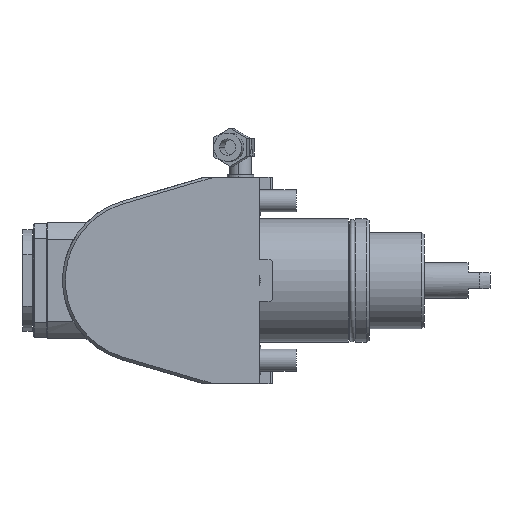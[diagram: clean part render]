
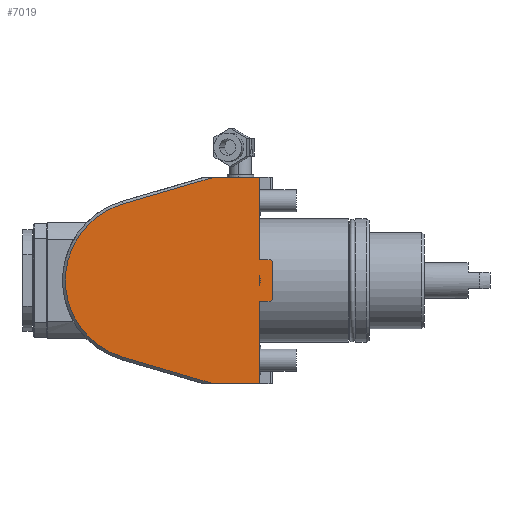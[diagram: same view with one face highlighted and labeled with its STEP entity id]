
A CAD part, front view. The second image highlights one B-rep face of the part: STEP entity #7019.
In plain terms, the highlighted planar face has unit normal (0, -1, 0).
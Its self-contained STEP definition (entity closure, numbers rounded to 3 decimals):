
#73=DIRECTION('',(0.,0.,-1.));
#74=VECTOR('',#73,30.);
#75=CARTESIAN_POINT('',(0.,-37.5,-7.5));
#76=LINE('',#75,#74);
#97=DIRECTION('',(0.,0.,-1.));
#98=VECTOR('',#97,30.);
#99=CARTESIAN_POINT('',(0.,-37.5,37.5));
#100=LINE('',#99,#98);
#271=DIRECTION('',(1.,0.,0.));
#272=VECTOR('',#271,16.754);
#273=CARTESIAN_POINT('',(-16.754,-37.5,37.5));
#274=LINE('',#273,#272);
#275=DIRECTION('',(1.,0.,0.));
#276=VECTOR('',#275,4.);
#277=CARTESIAN_POINT('',(0.,-37.5,7.5));
#278=LINE('',#277,#276);
#279=DIRECTION('',(-0.866,0.,0.5));
#280=VECTOR('',#279,1.155);
#281=CARTESIAN_POINT('',(5.,-37.5,6.923));
#282=LINE('',#281,#280);
#283=DIRECTION('',(0.866,0.,0.5));
#284=VECTOR('',#283,1.155);
#285=CARTESIAN_POINT('',(4.,-37.5,-7.5));
#286=LINE('',#285,#284);
#287=CARTESIAN_POINT('',(-3.5,-37.5,0.));
#288=DIRECTION('',(0.,-1.,0.));
#289=DIRECTION('',(0.875,0.,-0.484));
#290=AXIS2_PLACEMENT_3D('',#287,#288,#289);
#336=DIRECTION('',(1.,0.,0.));
#337=VECTOR('',#336,16.754);
#338=CARTESIAN_POINT('',(-16.754,-37.5,-37.5));
#339=LINE('',#338,#337);
#1351=DIRECTION('',(-0.959,0.,-0.282));
#1352=VECTOR('',#1351,34.317);
#1353=CARTESIAN_POINT('',(-16.754,-37.5,37.5));
#1354=LINE('',#1353,#1352);
#1367=CARTESIAN_POINT('',(-41.5,-37.5,0.));
#1368=DIRECTION('',(0.,-1.,0.));
#1369=DIRECTION('',(-0.282,0.,0.959));
#1370=AXIS2_PLACEMENT_3D('',#1367,#1368,#1369);
#1381=DIRECTION('',(-0.959,0.,0.282));
#1382=VECTOR('',#1381,34.317);
#1383=CARTESIAN_POINT('',(-16.754,-37.5,-37.5));
#1384=LINE('',#1383,#1382);
#4389=DIRECTION('',(1.,0.,0.));
#4390=VECTOR('',#4389,4.);
#4391=CARTESIAN_POINT('',(0.,-37.5,-7.5));
#4392=LINE('',#4391,#4390);
#4405=DIRECTION('',(0.,0.,-1.));
#4406=VECTOR('',#4405,13.845);
#4407=CARTESIAN_POINT('',(5.,-37.5,6.923));
#4408=LINE('',#4407,#4406);
#4425=DIRECTION('',(0.,0.,-1.));
#4426=VECTOR('',#4425,3.873);
#4427=CARTESIAN_POINT('',(0.,-37.5,1.936));
#4428=LINE('',#4427,#4426);
#5712=CARTESIAN_POINT('',(4.,-37.5,-7.5));
#5713=VERTEX_POINT('',#5712);
#5714=CARTESIAN_POINT('',(5.,-37.5,-6.923));
#5715=VERTEX_POINT('',#5714);
#5716=CARTESIAN_POINT('',(5.,-37.5,6.923));
#5717=CARTESIAN_POINT('',(4.,-37.5,7.5));
#5718=VERTEX_POINT('',#5716);
#5719=VERTEX_POINT('',#5717);
#5730=CARTESIAN_POINT('',(0.,-37.5,7.5));
#5732=VERTEX_POINT('',#5730);
#5734=CARTESIAN_POINT('',(0.,-37.5,-7.5));
#5736=VERTEX_POINT('',#5734);
#5742=CARTESIAN_POINT('',(0.,-37.5,-1.936));
#5743=VERTEX_POINT('',#5742);
#5744=CARTESIAN_POINT('',(0.,-37.5,1.936));
#5745=VERTEX_POINT('',#5744);
#5746=CARTESIAN_POINT('',(0.,-37.5,37.5));
#5747=VERTEX_POINT('',#5746);
#5748=CARTESIAN_POINT('',(0.,-37.5,-37.5));
#5749=VERTEX_POINT('',#5748);
#5982=CARTESIAN_POINT('',(-16.754,-37.5,37.5));
#5983=CARTESIAN_POINT('',(-49.678,-37.5,27.823));
#5984=VERTEX_POINT('',#5982);
#5985=VERTEX_POINT('',#5983);
#5990=CARTESIAN_POINT('',(-49.678,-37.5,-27.823));
#5991=VERTEX_POINT('',#5990);
#5994=CARTESIAN_POINT('',(-16.754,-37.5,-37.5));
#5995=VERTEX_POINT('',#5994);
#6985=CARTESIAN_POINT('',(-12.5,-37.5,37.5));
#6986=DIRECTION('',(0.,1.,0.));
#6987=DIRECTION('',(0.,0.,-1.));
#6988=AXIS2_PLACEMENT_3D('',#6985,#6986,#6987);
#6989=PLANE('',#6988);
#6991=ORIENTED_EDGE('',*,*,#6990,.F.);
#6993=ORIENTED_EDGE('',*,*,#6992,.T.);
#6995=ORIENTED_EDGE('',*,*,#6994,.F.);
#6997=ORIENTED_EDGE('',*,*,#6996,.F.);
#6998=ORIENTED_EDGE('',*,*,#6933,.T.);
#6999=ORIENTED_EDGE('',*,*,#6828,.T.);
#7001=ORIENTED_EDGE('',*,*,#7000,.T.);
#7003=ORIENTED_EDGE('',*,*,#7002,.F.);
#7005=ORIENTED_EDGE('',*,*,#7004,.T.);
#7007=ORIENTED_EDGE('',*,*,#7006,.F.);
#7009=ORIENTED_EDGE('',*,*,#7008,.F.);
#7010=ORIENTED_EDGE('',*,*,#6816,.T.);
#7011=EDGE_LOOP('',(#6991,#6993,#6995,#6997,#6998,#6999,#7001,#7003,#7005,#7007,
#7009,#7010));
#7012=FACE_OUTER_BOUND('',#7011,.F.);
#7014=ORIENTED_EDGE('',*,*,#7013,.T.);
#7016=ORIENTED_EDGE('',*,*,#7015,.T.);
#7017=EDGE_LOOP('',(#7014,#7016));
#7018=FACE_BOUND('',#7017,.F.);
#7019=ADVANCED_FACE('',(#7012,#7018),#6989,.F.);
#291=CIRCLE('',#290,4.);
#1371=CIRCLE('',#1370,29.);
#6816=EDGE_CURVE('',#5736,#5749,#76,.T.);
#6828=EDGE_CURVE('',#5747,#5732,#100,.T.);
#6933=EDGE_CURVE('',#5984,#5747,#274,.T.);
#6990=EDGE_CURVE('',#5995,#5749,#339,.T.);
#6992=EDGE_CURVE('',#5995,#5991,#1384,.T.);
#6994=EDGE_CURVE('',#5985,#5991,#1371,.T.);
#6996=EDGE_CURVE('',#5984,#5985,#1354,.T.);
#7000=EDGE_CURVE('',#5732,#5719,#278,.T.);
#7002=EDGE_CURVE('',#5718,#5719,#282,.T.);
#7004=EDGE_CURVE('',#5718,#5715,#4408,.T.);
#7006=EDGE_CURVE('',#5713,#5715,#286,.T.);
#7008=EDGE_CURVE('',#5736,#5713,#4392,.T.);
#7013=EDGE_CURVE('',#5745,#5743,#4428,.T.);
#7015=EDGE_CURVE('',#5743,#5745,#291,.T.);
